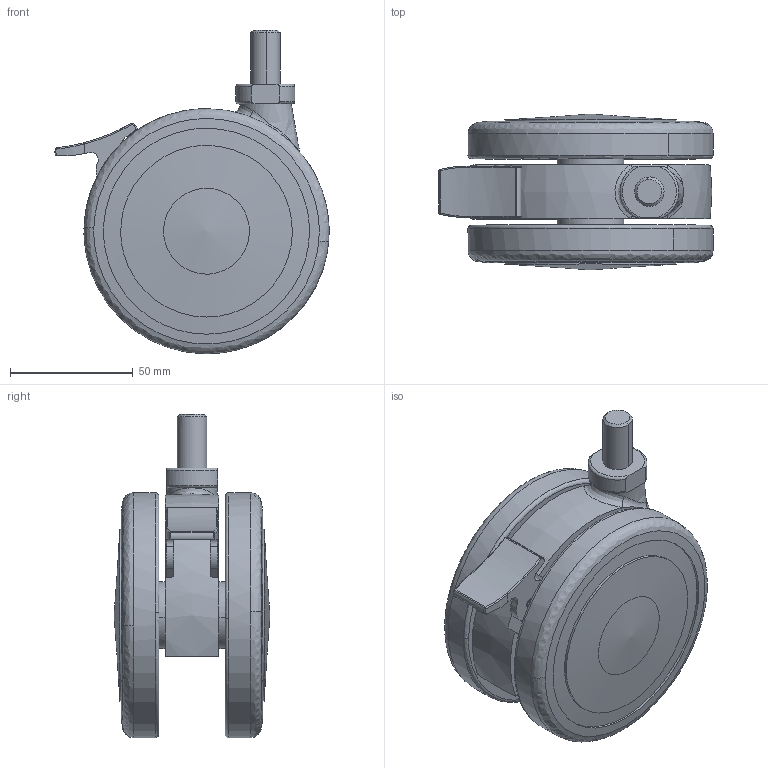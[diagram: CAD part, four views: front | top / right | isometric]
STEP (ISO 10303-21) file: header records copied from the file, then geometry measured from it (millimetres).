
FILE_DESCRIPTION((''),'2;1');
FILE_NAME('','2006-11-13T10:03:48',(''),(''),'','CADfix','');
FILE_SCHEMA(('AUTOMOTIVE_DESIGN'));
Length unit declared in the file: millimetre
Products named in the file (6): wheel_mr; lever; wheel; main shaft; body; SUS_TE100N12WS_19807_36
Assembly tree (5 placements, depth 2):
  SUS_TE100N12WS_19807_36
    wheel_mr
    lever
    wheel
    main shaft
    body
Bounding box: 111.84 x 63.57 x 132 mm (x, y, z)
Volume: 315313.3 mm3; surface area: 77373.7 mm2
Topology: 5 solids, 5 shells, 225 faces, 681 edges, 489 vertices
Faces by surface type: bspline 225
Entity records: 9691 total; most frequent: CARTESIAN_POINT 5838, ORIENTED_EDGE 1362, EDGE_CURVE 681, VERTEX_POINT 489, QUASI_UNIFORM_CURVE 276, EDGE_LOOP 258, FACE_OUTER_BOUND 225, ADVANCED_FACE 225
